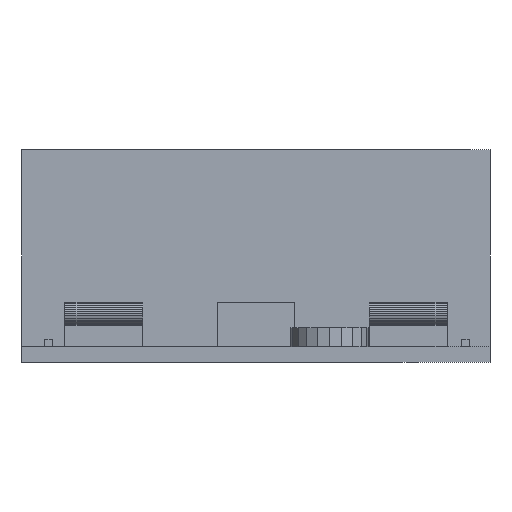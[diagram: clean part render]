
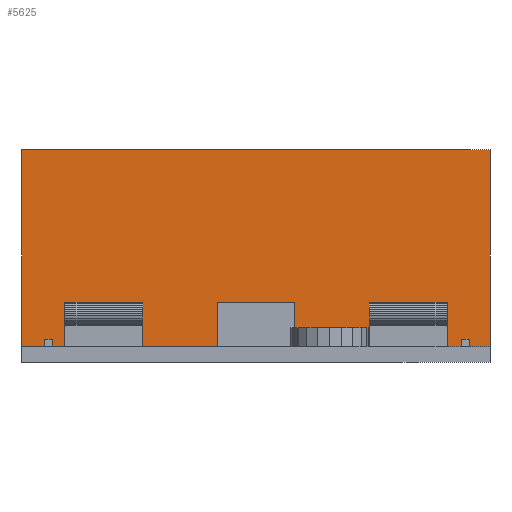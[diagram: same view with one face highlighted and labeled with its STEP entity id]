
A CAD part, front view. The second image highlights one B-rep face of the part: STEP entity #5625.
In plain terms, the highlighted planar face has unit normal (0, -1, 0).
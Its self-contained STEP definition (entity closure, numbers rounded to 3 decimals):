
#261=FACE_OUTER_BOUND('',#564,.T.);
#564=EDGE_LOOP('',(#4655,#4656,#4657,#4658));
#1213=LINE('',#8558,#2001);
#1214=LINE('',#8560,#2002);
#1215=LINE('',#8562,#2003);
#1216=LINE('',#8563,#2004);
#2001=VECTOR('',#7015,10.);
#2002=VECTOR('',#7016,10.);
#2003=VECTOR('',#7017,10.);
#2004=VECTOR('',#7018,10.);
#2599=VERTEX_POINT('',#8556);
#2600=VERTEX_POINT('',#8557);
#2601=VERTEX_POINT('',#8559);
#2602=VERTEX_POINT('',#8561);
#3311=EDGE_CURVE('',#2599,#2600,#1213,.T.);
#3312=EDGE_CURVE('',#2601,#2600,#1214,.T.);
#3313=EDGE_CURVE('',#2602,#2601,#1215,.T.);
#3314=EDGE_CURVE('',#2599,#2602,#1216,.T.);
#4655=ORIENTED_EDGE('',*,*,#3311,.T.);
#4656=ORIENTED_EDGE('',*,*,#3312,.F.);
#4657=ORIENTED_EDGE('',*,*,#3313,.F.);
#4658=ORIENTED_EDGE('',*,*,#3314,.F.);
#5333=PLANE('',#5950);
#5625=ADVANCED_FACE('',(#261),#5333,.T.);
#5950=AXIS2_PLACEMENT_3D('',#8555,#7013,#7014);
#7013=DIRECTION('center_axis',(0.,-1.,0.));
#7014=DIRECTION('ref_axis',(0.,0.,-1.));
#7015=DIRECTION('',(1.,0.,0.));
#7016=DIRECTION('',(0.,0.,-1.));
#7017=DIRECTION('',(1.,0.,0.));
#7018=DIRECTION('',(0.,0.,1.));
#8555=CARTESIAN_POINT('Origin',(43.5,71.497,0.));
#8556=CARTESIAN_POINT('',(-20.5,71.497,0.));
#8557=CARTESIAN_POINT('',(40.,71.497,0.));
#8558=CARTESIAN_POINT('',(-27.5,71.497,0.));
#8559=CARTESIAN_POINT('',(40.,71.497,27.5));
#8560=CARTESIAN_POINT('',(40.,71.497,0.));
#8561=CARTESIAN_POINT('',(-20.5,71.497,27.5));
#8562=CARTESIAN_POINT('',(6.25,71.497,27.5));
#8563=CARTESIAN_POINT('',(-20.5,71.497,0.));
